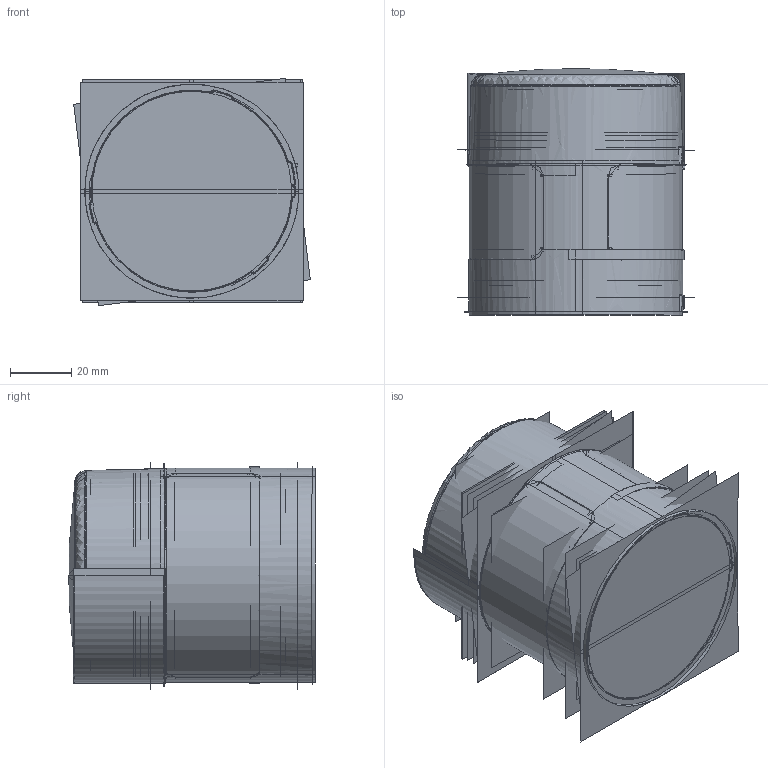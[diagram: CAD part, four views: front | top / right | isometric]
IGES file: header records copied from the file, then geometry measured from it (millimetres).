
Start section:  PTC IGES file: 196695.igs
Global section: file name: 196695.igs; native system: Creo Parametric by PTC Inc.; preprocessor: 2016260; author: PDMAdmin; organization: Unknown; date: 20161207.102717; units: millimetre
Bounding box: 77.36 x 80.58 x 74.34 mm (x, y, z)
Volume: 113557 mm3; surface area: 500693.3 mm2
Topology: 7 solids, 12 shells, 2416 faces, 15757 edges, 21612 vertices
Faces by surface type: bspline 1212, revolution 1204
